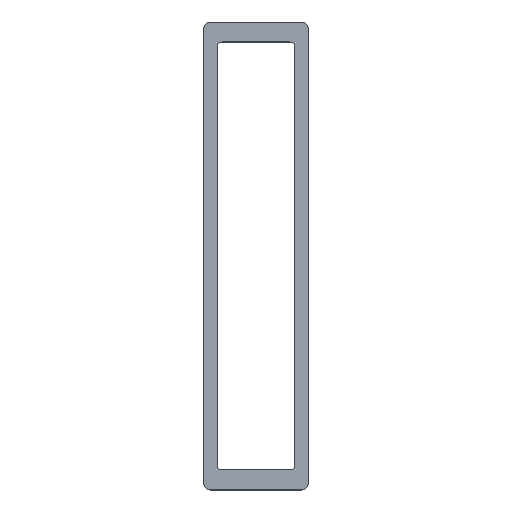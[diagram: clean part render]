
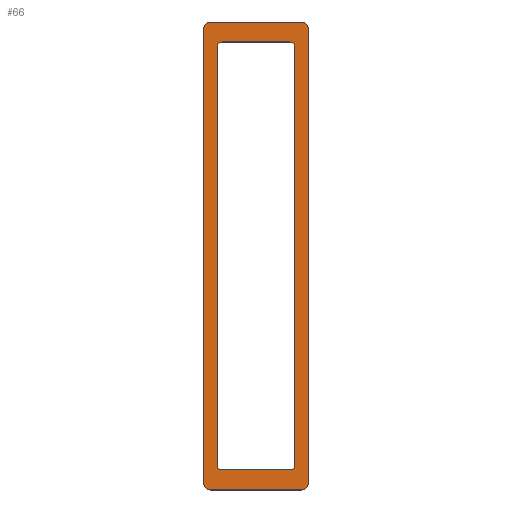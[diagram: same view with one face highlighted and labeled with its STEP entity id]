
A CAD part, top view. The second image highlights one B-rep face of the part: STEP entity #66.
In plain terms, the highlighted planar face has unit normal (0, 0, 1).
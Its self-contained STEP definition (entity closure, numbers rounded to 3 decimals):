
#42=FACE_BOUND('',#110,.T.);
#43=FACE_BOUND('',#111,.T.);
#46=CIRCLE('',#371,8.);
#47=CIRCLE('',#372,8.);
#48=CIRCLE('',#373,8.);
#49=CIRCLE('',#374,8.);
#50=CIRCLE('',#375,10.);
#51=CIRCLE('',#376,10.);
#52=CIRCLE('',#377,10.);
#53=CIRCLE('',#378,10.);
#66=ADVANCED_FACE('',(#42,#43),#84,.T.);
#84=PLANE('',#379);
#110=EDGE_LOOP('',(#142,#143,#144,#145,#146,#147,#148,#149));
#111=EDGE_LOOP('',(#150,#151,#152,#153,#154,#155,#156,#157));
#142=ORIENTED_EDGE('',*,*,#270,.T.);
#143=ORIENTED_EDGE('',*,*,#271,.T.);
#144=ORIENTED_EDGE('',*,*,#272,.T.);
#145=ORIENTED_EDGE('',*,*,#273,.T.);
#146=ORIENTED_EDGE('',*,*,#274,.T.);
#147=ORIENTED_EDGE('',*,*,#275,.T.);
#148=ORIENTED_EDGE('',*,*,#276,.T.);
#149=ORIENTED_EDGE('',*,*,#277,.T.);
#150=ORIENTED_EDGE('',*,*,#264,.T.);
#151=ORIENTED_EDGE('',*,*,#278,.T.);
#152=ORIENTED_EDGE('',*,*,#266,.T.);
#153=ORIENTED_EDGE('',*,*,#279,.T.);
#154=ORIENTED_EDGE('',*,*,#254,.T.);
#155=ORIENTED_EDGE('',*,*,#280,.T.);
#156=ORIENTED_EDGE('',*,*,#258,.T.);
#157=ORIENTED_EDGE('',*,*,#281,.T.);
#222=VERTEX_POINT('',#505);
#223=VERTEX_POINT('',#506);
#226=VERTEX_POINT('',#514);
#227=VERTEX_POINT('',#515);
#232=VERTEX_POINT('',#526);
#233=VERTEX_POINT('',#528);
#234=VERTEX_POINT('',#532);
#235=VERTEX_POINT('',#533);
#238=VERTEX_POINT('',#541);
#239=VERTEX_POINT('',#542);
#240=VERTEX_POINT('',#544);
#241=VERTEX_POINT('',#546);
#242=VERTEX_POINT('',#548);
#243=VERTEX_POINT('',#550);
#244=VERTEX_POINT('',#552);
#245=VERTEX_POINT('',#554);
#254=EDGE_CURVE('',#222,#223,#302,.T.);
#258=EDGE_CURVE('',#226,#227,#306,.T.);
#264=EDGE_CURVE('',#233,#232,#312,.T.);
#266=EDGE_CURVE('',#234,#235,#314,.T.);
#270=EDGE_CURVE('',#238,#239,#318,.T.);
#271=EDGE_CURVE('',#239,#240,#46,.T.);
#272=EDGE_CURVE('',#240,#241,#319,.T.);
#273=EDGE_CURVE('',#241,#242,#47,.T.);
#274=EDGE_CURVE('',#242,#243,#320,.T.);
#275=EDGE_CURVE('',#243,#244,#48,.T.);
#276=EDGE_CURVE('',#244,#245,#321,.T.);
#277=EDGE_CURVE('',#245,#238,#49,.T.);
#278=EDGE_CURVE('',#232,#234,#50,.T.);
#279=EDGE_CURVE('',#235,#222,#51,.T.);
#280=EDGE_CURVE('',#223,#226,#52,.T.);
#281=EDGE_CURVE('',#227,#233,#53,.T.);
#302=LINE('',#504,#334);
#306=LINE('',#513,#338);
#312=LINE('',#527,#344);
#314=LINE('',#531,#346);
#318=LINE('',#540,#350);
#319=LINE('',#545,#351);
#320=LINE('',#549,#352);
#321=LINE('',#553,#353);
#334=VECTOR('',#403,1.);
#338=VECTOR('',#409,1.);
#344=VECTOR('',#417,1.);
#346=VECTOR('',#421,1.);
#350=VECTOR('',#427,1.);
#351=VECTOR('',#430,1.);
#352=VECTOR('',#433,1.);
#353=VECTOR('',#436,1.);
#371=AXIS2_PLACEMENT_3D('',#543,#428,#429);
#372=AXIS2_PLACEMENT_3D('',#547,#431,#432);
#373=AXIS2_PLACEMENT_3D('',#551,#434,#435);
#374=AXIS2_PLACEMENT_3D('',#555,#437,#438);
#375=AXIS2_PLACEMENT_3D('',#556,#439,#440);
#376=AXIS2_PLACEMENT_3D('',#557,#441,#442);
#377=AXIS2_PLACEMENT_3D('',#558,#443,#444);
#378=AXIS2_PLACEMENT_3D('',#559,#445,#446);
#379=AXIS2_PLACEMENT_3D('',#560,#447,#448);
#403=DIRECTION('',(0.,-1.,0.));
#409=DIRECTION('',(1.,0.,0.));
#417=DIRECTION('',(0.,1.,0.));
#421=DIRECTION('',(-1.,0.,0.));
#427=DIRECTION('',(1.,0.,0.));
#428=DIRECTION('',(0.,0.,-1.));
#429=DIRECTION('',(1.,0.,0.));
#430=DIRECTION('',(0.,-1.,0.));
#431=DIRECTION('',(0.,0.,-1.));
#432=DIRECTION('',(1.,0.,0.));
#433=DIRECTION('',(-1.,0.,0.));
#434=DIRECTION('',(0.,0.,-1.));
#435=DIRECTION('',(1.,0.,0.));
#436=DIRECTION('',(0.,1.,0.));
#437=DIRECTION('',(0.,0.,-1.));
#438=DIRECTION('',(1.,0.,0.));
#439=DIRECTION('',(0.,0.,1.));
#440=DIRECTION('',(1.,0.,0.));
#441=DIRECTION('',(0.,0.,1.));
#442=DIRECTION('',(1.,0.,0.));
#443=DIRECTION('',(0.,0.,1.));
#444=DIRECTION('',(1.,0.,0.));
#445=DIRECTION('',(0.,0.,1.));
#446=DIRECTION('',(1.,0.,0.));
#447=DIRECTION('',(0.,0.,1.));
#448=DIRECTION('',(1.,0.,0.));
#504=CARTESIAN_POINT('',(-166.5,225.5,3.5));
#505=CARTESIAN_POINT('',(-166.5,221.,3.5));
#506=CARTESIAN_POINT('',(-166.5,-461.,3.5));
#513=CARTESIAN_POINT('',(-161.,-471.,3.5));
#514=CARTESIAN_POINT('',(-156.5,-471.,3.5));
#515=CARTESIAN_POINT('',(-19.5,-471.,3.5));
#526=CARTESIAN_POINT('',(-9.5,221.,3.5));
#527=CARTESIAN_POINT('',(-9.5,-465.5,3.5));
#528=CARTESIAN_POINT('',(-9.5,-461.,3.5));
#531=CARTESIAN_POINT('',(-15.,231.,3.5));
#532=CARTESIAN_POINT('',(-19.5,231.,3.5));
#533=CARTESIAN_POINT('',(-156.5,231.,3.5));
#540=CARTESIAN_POINT('',(-85.757,201.,3.5));
#541=CARTESIAN_POINT('',(-138.5,201.,3.5));
#542=CARTESIAN_POINT('',(-37.5,201.,3.5));
#543=CARTESIAN_POINT('',(-37.5,193.,3.5));
#544=CARTESIAN_POINT('',(-29.5,193.,3.5));
#545=CARTESIAN_POINT('',(-29.5,136.963,3.5));
#546=CARTESIAN_POINT('',(-29.5,-433.,3.5));
#547=CARTESIAN_POINT('',(-37.5,-433.,3.5));
#548=CARTESIAN_POINT('',(-37.5,-441.,3.5));
#549=CARTESIAN_POINT('',(-105.618,-441.,3.5));
#550=CARTESIAN_POINT('',(-138.5,-441.,3.5));
#551=CARTESIAN_POINT('',(-138.5,-433.,3.5));
#552=CARTESIAN_POINT('',(-146.5,-433.,3.5));
#553=CARTESIAN_POINT('',(-146.5,-316.449,3.5));
#554=CARTESIAN_POINT('',(-146.5,193.,3.5));
#555=CARTESIAN_POINT('',(-138.5,193.,3.5));
#556=CARTESIAN_POINT('',(-19.5,221.,3.5));
#557=CARTESIAN_POINT('',(-156.5,221.,3.5));
#558=CARTESIAN_POINT('',(-156.5,-461.,3.5));
#559=CARTESIAN_POINT('',(-19.5,-461.,3.5));
#560=CARTESIAN_POINT('',(-161.,-465.5,3.5));
